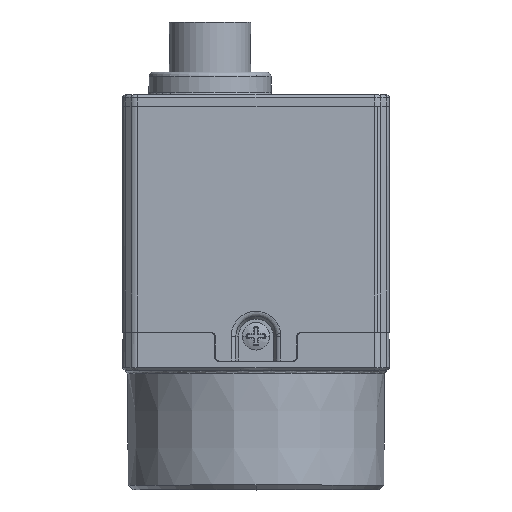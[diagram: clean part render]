
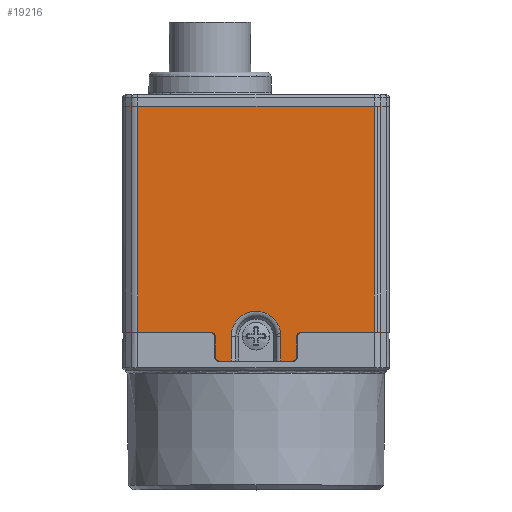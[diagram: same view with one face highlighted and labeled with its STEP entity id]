
A CAD part, top view. The second image highlights one B-rep face of the part: STEP entity #19216.
In plain terms, the highlighted planar face has unit normal (0, 0, 1).
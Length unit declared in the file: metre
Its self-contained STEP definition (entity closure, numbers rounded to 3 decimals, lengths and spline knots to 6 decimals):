
#3172=EDGE_CURVE('0:7873',#9292,#9295,#9296,.T.);
#7566=EDGE_CURVE('0:19714',#15199,#15156,#15200,.T.);
#7570=EDGE_CURVE('0:19720',#15156,#15204,#15205,.T.);
#7576=EDGE_CURVE('0:19735',#15210,#15204,#15214,.T.);
#7580=EDGE_CURVE('0:19744',#15216,#15210,#15220,.T.);
#7582=EDGE_CURVE('0:19747',#15222,#15223,#15224,.T.);
#7590=EDGE_CURVE('0:19765',#15232,#15222,#15236,.T.);
#7592=EDGE_CURVE('0:19771',#15232,#15191,#15238,.T.);
#7594=EDGE_CURVE('0:19774',#15191,#15240,#15241,.T.);
#7600=EDGE_CURVE('0:19786',#15240,#15247,#15248,.T.);
#7602=EDGE_CURVE('0:7873',#9295,#15250,#15251,.T.);
#8268=EDGE_CURVE('0:21529',#9292,#16139,#16142,.T.);
#8272=EDGE_CURVE('0:21538',#16145,#15216,#16148,.T.);
#8302=EDGE_CURVE('0:21592',#15223,#16186,#16189,.T.);
#8304=EDGE_CURVE('0:21595',#16186,#16191,#16192,.T.);
#8306=EDGE_CURVE('0:21598',#16191,#15250,#16194,.T.);
#8308=EDGE_CURVE('0:21601',#16139,#16145,#16196,.T.);
#9292=VERTEX_POINT('',#20098);
#9295=VERTEX_POINT('',#20102);
#9296=CIRCLE('',#20103,0.002708);
#15156=VERTEX_POINT('',#30619);
#15191=VERTEX_POINT('',#30675);
#15199=VERTEX_POINT('',#30688);
#15200=LINE('',#30689,#30690);
#15204=VERTEX_POINT('',#30697);
#15205=LINE('',#30698,#30699);
#15210=VERTEX_POINT('',#30707);
#15214=CIRCLE('',#30713,0.0005);
#15216=VERTEX_POINT('',#30716);
#15220=LINE('',#30722,#30723);
#15222=VERTEX_POINT('',#30726);
#15223=VERTEX_POINT('',#30727);
#15224=LINE('',#30728,#30729);
#15232=VERTEX_POINT('',#30742);
#15236=CIRCLE('',#30748,0.0005);
#15238=LINE('',#30751,#30752);
#15240=VERTEX_POINT('',#30755);
#15241=LINE('',#30756,#30757);
#15247=VERTEX_POINT('',#30767);
#15248=LINE('',#30768,#30769);
#15250=VERTEX_POINT('',#30772);
#15251=CIRCLE('',#30773,0.002708);
#16139=VERTEX_POINT('',#32612);
#16142=LINE('',#32616,#32617);
#16145=VERTEX_POINT('',#32621);
#16148=CIRCLE('',#32626,0.0005);
#16186=VERTEX_POINT('',#32685);
#16189=CIRCLE('',#32690,0.0005);
#16191=VERTEX_POINT('',#32693);
#16192=LINE('',#32694,#32695);
#16194=LINE('',#32698,#32699);
#16196=LINE('',#32702,#32703);
#19216=ADVANCED_FACE('0:5482',(#39038),#39039,.T.);
#20098=CARTESIAN_POINT('',(0.002708,-0.008764,0.028814));
#20102=CARTESIAN_POINT('',(0.002694,-0.008487,0.028814));
#20103=AXIS2_PLACEMENT_3D('',#40332,#40333,#40334);
#30619=CARTESIAN_POINT('',(0.005024,-0.008314,0.028814));
#30675=CARTESIAN_POINT('',(-0.005024,-0.008314,0.028814));
#30688=CARTESIAN_POINT('',(0.012886,-0.008314,0.028814));
#30689=CARTESIAN_POINT('',(0.012886,-0.008314,0.028814));
#30690=VECTOR('',#44752,0.007936);
#30697=CARTESIAN_POINT('',(0.00495,-0.008314,0.028814));
#30698=CARTESIAN_POINT('',(0.012886,-0.008314,0.028814));
#30699=VECTOR('',#44754,0.007936);
#30707=CARTESIAN_POINT('',(0.00445,-0.008814,0.028814));
#30713=AXIS2_PLACEMENT_3D('',#44757,#44758,#44759);
#30716=CARTESIAN_POINT('',(0.00445,-0.010964,0.028814));
#30722=CARTESIAN_POINT('',(0.00445,-0.010964,0.028814));
#30723=VECTOR('',#44761,0.00215);
#30726=CARTESIAN_POINT('',(-0.00445,-0.008814,0.028814));
#30727=CARTESIAN_POINT('',(-0.00445,-0.010964,0.028814));
#30728=CARTESIAN_POINT('',(-0.00445,-0.008814,0.028814));
#30729=VECTOR('',#44762,0.00215);
#30742=CARTESIAN_POINT('',(-0.00495,-0.008314,0.028814));
#30748=AXIS2_PLACEMENT_3D('',#44766,#44767,#44768);
#30751=CARTESIAN_POINT('',(-0.00495,-0.008314,0.028814));
#30752=VECTOR('',#44769,0.007936);
#30755=CARTESIAN_POINT('',(-0.012886,-0.008314,0.028814));
#30756=CARTESIAN_POINT('',(-0.00495,-0.008314,0.028814));
#30757=VECTOR('',#44770,0.007936);
#30767=CARTESIAN_POINT('',(-0.012886,0.016236,0.028814));
#30768=CARTESIAN_POINT('',(-0.012886,-0.008314,0.028814));
#30769=VECTOR('',#44775,0.0246);
#30772=CARTESIAN_POINT('',(-0.002708,-0.008764,0.028814));
#30773=AXIS2_PLACEMENT_3D('',#44776,#44777,#44778);
#32612=CARTESIAN_POINT('',(0.002708,-0.011464,0.028814));
#32616=CARTESIAN_POINT('',(0.002708,-0.008764,0.028814));
#32617=VECTOR('',#45310,0.0027);
#32621=CARTESIAN_POINT('',(0.00395,-0.011464,0.028814));
#32626=AXIS2_PLACEMENT_3D('',#45312,#45313,#45314);
#32685=CARTESIAN_POINT('',(-0.00395,-0.011464,0.028814));
#32690=AXIS2_PLACEMENT_3D('',#45341,#45342,#45343);
#32693=CARTESIAN_POINT('',(-0.002708,-0.011464,0.028814));
#32694=CARTESIAN_POINT('',(-0.00395,-0.011464,0.028814));
#32695=VECTOR('',#45344,0.001242);
#32698=CARTESIAN_POINT('',(-0.002708,-0.011464,0.028814));
#32699=VECTOR('',#45345,0.0027);
#32702=CARTESIAN_POINT('',(0.002708,-0.011464,0.028814));
#32703=VECTOR('',#45346,0.001242);
#39038=FACE_OUTER_BOUND('',#60353,.T.);
#39039=PLANE('',#60354);
#40332=CARTESIAN_POINT('',(0.,-0.008764,0.028814));
#40333=DIRECTION('',(0.,0.,1.0));
#40334=DIRECTION('',(1.0,0.,0.));
#44752=DIRECTION('',(-1.0,0.,0.));
#44754=DIRECTION('',(-1.0,0.,0.));
#44757=CARTESIAN_POINT('',(0.00495,-0.008814,0.028814));
#44758=DIRECTION('',(0.,0.,-1.0));
#44759=DIRECTION('',(-1.0,0.,0.));
#44761=DIRECTION('',(0.,1.0,0.));
#44762=DIRECTION('',(0.,-1.0,0.));
#44766=CARTESIAN_POINT('',(-0.00495,-0.008814,0.028814));
#44767=DIRECTION('',(0.,0.,-1.0));
#44768=DIRECTION('',(0.,1.0,0.));
#44769=DIRECTION('',(-1.0,0.,0.));
#44770=DIRECTION('',(-1.0,0.,0.));
#44775=DIRECTION('',(0.,1.0,0.));
#44776=CARTESIAN_POINT('',(0.,-0.008764,0.028814));
#44777=DIRECTION('',(0.,0.,1.0));
#44778=DIRECTION('',(1.0,0.,0.));
#45310=DIRECTION('',(0.,-1.0,0.));
#45312=CARTESIAN_POINT('',(0.00395,-0.010964,0.028814));
#45313=DIRECTION('',(0.0,0.,1.0));
#45314=DIRECTION('',(0.,-1.0,0.));
#45341=CARTESIAN_POINT('',(-0.00395,-0.010964,0.028814));
#45342=DIRECTION('',(0.,0.,1.0));
#45343=DIRECTION('',(-1.0,0.,0.));
#45344=DIRECTION('',(1.0,0.,0.));
#45345=DIRECTION('',(0.,1.0,0.));
#45346=DIRECTION('',(1.0,0.,0.));
#60353=EDGE_LOOP('',(#79256,#79257,#79258,#79259,#79260,#79261,#79262,#79263,#79264,#79265,#79266,#79267,#79268,#79269,#79270,#79271,#79272,#79273,#79274));
#60354=AXIS2_PLACEMENT_3D('',#79275,#79276,#79277);
#79256=ORIENTED_EDGE('',*,*,#86783,.T.);
#79257=ORIENTED_EDGE('',*,*,#7600,.F.);
#79258=ORIENTED_EDGE('',*,*,#7594,.F.);
#79259=ORIENTED_EDGE('',*,*,#7592,.F.);
#79260=ORIENTED_EDGE('',*,*,#7590,.T.);
#79261=ORIENTED_EDGE('',*,*,#7582,.T.);
#79262=ORIENTED_EDGE('',*,*,#8302,.T.);
#79263=ORIENTED_EDGE('',*,*,#8304,.T.);
#79264=ORIENTED_EDGE('',*,*,#8306,.T.);
#79265=ORIENTED_EDGE('',*,*,#7602,.F.);
#79266=ORIENTED_EDGE('',*,*,#3172,.F.);
#79267=ORIENTED_EDGE('',*,*,#8268,.T.);
#79268=ORIENTED_EDGE('',*,*,#8308,.T.);
#79269=ORIENTED_EDGE('',*,*,#8272,.T.);
#79270=ORIENTED_EDGE('',*,*,#7580,.T.);
#79271=ORIENTED_EDGE('',*,*,#7576,.T.);
#79272=ORIENTED_EDGE('',*,*,#7570,.F.);
#79273=ORIENTED_EDGE('',*,*,#7566,.F.);
#79274=ORIENTED_EDGE('',*,*,#86768,.F.);
#79275=CARTESIAN_POINT('',(0.0133,0.016286,0.028814));
#79276=DIRECTION('',(0.0,0.,1.0));
#79277=DIRECTION('',(0.0,-1.0,0.));
#86768=EDGE_CURVE('0:7894',#92327,#15199,#92329,.T.);
#86783=EDGE_CURVE('0:19822',#92327,#15247,#92344,.T.);
#92327=VERTEX_POINT('',#100643);
#92329=LINE('',#100645,#100646);
#92344=LINE('',#100670,#100671);
#100643=CARTESIAN_POINT('',(0.012886,0.016236,0.028814));
#100645=CARTESIAN_POINT('',(0.012886,0.016286,0.028814));
#100646=VECTOR('',#107720,1.0);
#100670=CARTESIAN_POINT('',(0.00665,0.016236,0.028814));
#100671=VECTOR('',#107745,1.0);
#107720=DIRECTION('',(0.,-1.0,0.));
#107745=DIRECTION('',(-1.0,0.,0.));
